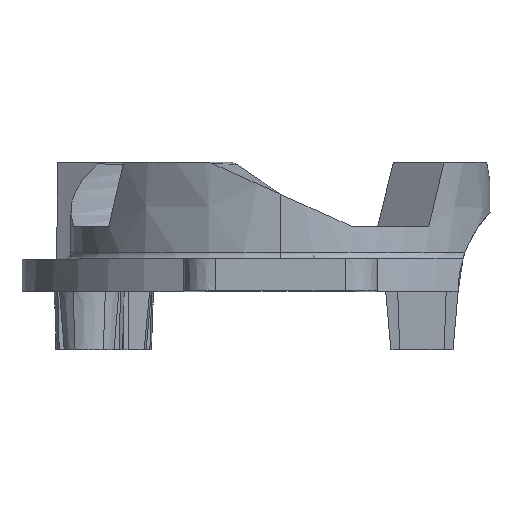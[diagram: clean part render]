
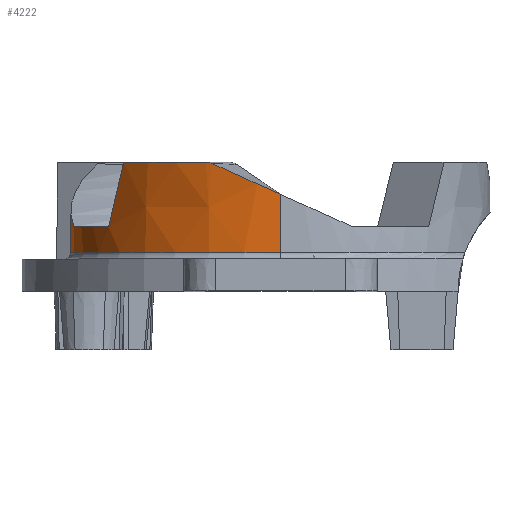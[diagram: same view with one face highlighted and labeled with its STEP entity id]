
A CAD part, top view. The second image highlights one B-rep face of the part: STEP entity #4222.
In plain terms, the highlighted conical face has half-angle 0.5 degrees and reference radius 6.5 mm.
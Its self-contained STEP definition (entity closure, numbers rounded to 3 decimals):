
#17 = CARTESIAN_POINT ( 'NONE',  ( -6.393, 2., 1.127 ) ) ;
#37 = CARTESIAN_POINT ( 'NONE',  ( -2.247, 4., 6.072 ) ) ;
#68 = CARTESIAN_POINT ( 'NONE',  ( -0.724, 3.323, 6.48 ) ) ;
#165 = AXIS2_PLACEMENT_3D ( 'NONE', #2925, #224, #4808 ) ;
#224 = DIRECTION ( 'NONE',  ( 0., -1., 0. ) ) ;
#339 = B_SPLINE_CURVE_WITH_KNOTS ( 'NONE', 3,
 ( #4582, #4192, #4929, #3034 ),
 .UNSPECIFIED., .F., .F.,
 ( 4, 4 ),
 ( 0., 0.003 ),
 .UNSPECIFIED. ) ;
#391 = CARTESIAN_POINT ( 'NONE',  ( -4.852, 4., 4.286 ) ) ;
#506 = EDGE_CURVE ( 'NONE', #2367, #2403, #4556, .T. ) ;
#542 = DIRECTION ( 'NONE',  ( 0., 1., 0. ) ) ;
#580 = VERTEX_POINT ( 'NONE', #1584 ) ;
#692 = B_SPLINE_CURVE_WITH_KNOTS ( 'NONE', 3,
 ( #2471, #1691, #775, #2739, #4772, #2372, #2085, #3966, #1663, #4363 ),
 .UNSPECIFIED., .F., .F.,
 ( 4, 2, 2, 2, 4 ),
 ( 0.005, 0.008, 0.008, 0.009, 0.01 ),
 .UNSPECIFIED. ) ;
#742 = B_SPLINE_CURVE_WITH_KNOTS ( 'NONE', 3,
 ( #4273, #4651, #68, #2766 ),
 .UNSPECIFIED., .F., .F.,
 ( 4, 4 ),
 ( 0.005, 0.008 ),
 .UNSPECIFIED. ) ;
#775 = CARTESIAN_POINT ( 'NONE',  ( -6.266, 3.31, -1.809 ) ) ;
#848 = B_SPLINE_CURVE_WITH_KNOTS ( 'NONE', 3,
 ( #1507, #4564, #4045, #3308 ),
 .UNSPECIFIED., .F., .F.,
 ( 4, 4 ),
 ( 0., 0. ),
 .UNSPECIFIED. ) ;
#1003 = CARTESIAN_POINT ( 'NONE',  ( -5.654, 3.959, -3.155 ) ) ;
#1062 = CARTESIAN_POINT ( 'NONE',  ( 0., 4., 0. ) ) ;
#1154 = CARTESIAN_POINT ( 'NONE',  ( -5.173, 2.669, 3.919 ) ) ;
#1302 = CIRCLE ( 'NONE', #3333, 6.474 ) ;
#1395 = ORIENTED_EDGE ( 'NONE', *, *, #4014, .F. ) ;
#1417 = ORIENTED_EDGE ( 'NONE', *, *, #2072, .F. ) ;
#1447 = DIRECTION ( 'NONE',  ( 0., 0., 1. ) ) ;
#1488 = CIRCLE ( 'NONE', #3911, 6.491 ) ;
#1500 = CARTESIAN_POINT ( 'NONE',  ( -2.31, 4., 6.048 ) ) ;
#1507 = CARTESIAN_POINT ( 'NONE',  ( -5.654, 3.959, -3.155 ) ) ;
#1584 = CARTESIAN_POINT ( 'NONE',  ( -5.317, 2., 3.723 ) ) ;
#1610 = CONICAL_SURFACE ( 'NONE', #165, 6.5, 0.009 ) ;
#1619 = VECTOR ( 'NONE', #2658, 1000. ) ;
#1642 = B_SPLINE_CURVE_WITH_KNOTS ( 'NONE', 3,
 ( #2306, #1926, #37, #2733 ),
 .UNSPECIFIED., .F., .F.,
 ( 4, 4 ),
 ( 0., 0. ),
 .UNSPECIFIED. ) ;
#1659 = ORIENTED_EDGE ( 'NONE', *, *, #1985, .F. ) ;
#1663 = CARTESIAN_POINT ( 'NONE',  ( -6.455, 2.165, 0.763 ) ) ;
#1678 = DIRECTION ( 'NONE',  ( 0., 1., 0. ) ) ;
#1691 = CARTESIAN_POINT ( 'NONE',  ( -6.021, 3.637, -2.501 ) ) ;
#1722 = ORIENTED_EDGE ( 'NONE', *, *, #2153, .T. ) ;
#1835 = ORIENTED_EDGE ( 'NONE', *, *, #2712, .T. ) ;
#1926 = CARTESIAN_POINT ( 'NONE',  ( -2.184, 3.986, 6.095 ) ) ;
#1985 = EDGE_CURVE ( 'NONE', #3230, #2716, #692, .T. ) ;
#2065 = EDGE_CURVE ( 'NONE', #3448, #2403, #3420, .T. ) ;
#2072 = EDGE_CURVE ( 'NONE', #2716, #580, #1488, .T. ) ;
#2085 = CARTESIAN_POINT ( 'NONE',  ( -6.487, 2.564, -0.159 ) ) ;
#2153 = EDGE_CURVE ( 'NONE', #3529, #3448, #339, .T. ) ;
#2255 = EDGE_CURVE ( 'NONE', #3230, #3529, #848, .T. ) ;
#2306 = CARTESIAN_POINT ( 'NONE',  ( -2.125, 3.959, 6.115 ) ) ;
#2367 = VERTEX_POINT ( 'NONE', #3718 ) ;
#2372 = CARTESIAN_POINT ( 'NONE',  ( -6.479, 2.646, -0.343 ) ) ;
#2403 = VERTEX_POINT ( 'NONE', #2451 ) ;
#2451 = CARTESIAN_POINT ( 'NONE',  ( 0., 1.198, 6.498 ) ) ;
#2471 = CARTESIAN_POINT ( 'NONE',  ( -5.654, 3.959, -3.155 ) ) ;
#2577 = ORIENTED_EDGE ( 'NONE', *, *, #4375, .T. ) ;
#2615 = CARTESIAN_POINT ( 'NONE',  ( 0., 1., 6.5 ) ) ;
#2658 = DIRECTION ( 'NONE',  ( 0., -1., 0.009 ) ) ;
#2710 = CARTESIAN_POINT ( 'NONE',  ( -5.018, 3.337, 4.107 ) ) ;
#2712 = EDGE_CURVE ( 'NONE', #4549, #580, #3309, .T. ) ;
#2716 = VERTEX_POINT ( 'NONE', #17 ) ;
#2733 = CARTESIAN_POINT ( 'NONE',  ( -2.31, 4., 6.048 ) ) ;
#2739 = CARTESIAN_POINT ( 'NONE',  ( -6.424, 2.894, -0.897 ) ) ;
#2766 = CARTESIAN_POINT ( 'NONE',  ( 0., 2.998, 6.483 ) ) ;
#2851 = DIRECTION ( 'NONE',  ( 0., 0., 1. ) ) ;
#2925 = CARTESIAN_POINT ( 'NONE',  ( 0., 1., 0. ) ) ;
#2983 = ORIENTED_EDGE ( 'NONE', *, *, #4459, .F. ) ;
#3034 = CARTESIAN_POINT ( 'NONE',  ( -5.627, 1.198, -3.251 ) ) ;
#3037 = CARTESIAN_POINT ( 'NONE',  ( -5.627, 1.198, -3.251 ) ) ;
#3154 = ORIENTED_EDGE ( 'NONE', *, *, #2255, .T. ) ;
#3220 = CARTESIAN_POINT ( 'NONE',  ( 0., 2., 0. ) ) ;
#3230 = VERTEX_POINT ( 'NONE', #1003 ) ;
#3308 = CARTESIAN_POINT ( 'NONE',  ( -5.593, 3.994, -3.26 ) ) ;
#3309 =( BOUNDED_CURVE ( )  B_SPLINE_CURVE ( 3, ( #391, #2710, #1154, #3828 ),
 .UNSPECIFIED., .F., .T. ) 
 B_SPLINE_CURVE_WITH_KNOTS ( ( 4, 4 ),
 ( 4.576, 4.688 ),
 .UNSPECIFIED. ) 
 CURVE ( )  GEOMETRIC_REPRESENTATION_ITEM ( )  RATIONAL_B_SPLINE_CURVE ( ( 1., 0.999, 0.999, 1. ) ) 
 REPRESENTATION_ITEM ( '' )  );
#3319 = CARTESIAN_POINT ( 'NONE',  ( -2.125, 3.959, 6.115 ) ) ;
#3328 = ORIENTED_EDGE ( 'NONE', *, *, #2065, .T. ) ;
#3333 = AXIS2_PLACEMENT_3D ( 'NONE', #1062, #3741, #1447 ) ;
#3360 = ORIENTED_EDGE ( 'NONE', *, *, #506, .F. ) ;
#3420 = CIRCLE ( 'NONE', #3636, 6.498 ) ;
#3448 = VERTEX_POINT ( 'NONE', #3037 ) ;
#3529 = VERTEX_POINT ( 'NONE', #3782 ) ;
#3636 = AXIS2_PLACEMENT_3D ( 'NONE', #4377, #1678, #3982 ) ;
#3718 = CARTESIAN_POINT ( 'NONE',  ( 0., 2.998, 6.483 ) ) ;
#3741 = DIRECTION ( 'NONE',  ( 0., 1., 0. ) ) ;
#3758 = FACE_OUTER_BOUND ( 'NONE', #4919, .T. ) ;
#3782 = CARTESIAN_POINT ( 'NONE',  ( -5.593, 3.994, -3.26 ) ) ;
#3828 = CARTESIAN_POINT ( 'NONE',  ( -5.317, 2., 3.723 ) ) ;
#3911 = AXIS2_PLACEMENT_3D ( 'NONE', #3220, #542, #2851 ) ;
#3966 = CARTESIAN_POINT ( 'NONE',  ( -6.487, 2.322, 0.394 ) ) ;
#3982 = DIRECTION ( 'NONE',  ( 0., 0., 1. ) ) ;
#4014 = EDGE_CURVE ( 'NONE', #4549, #4837, #1302, .T. ) ;
#4045 = CARTESIAN_POINT ( 'NONE',  ( -5.615, 3.988, -3.223 ) ) ;
#4192 = CARTESIAN_POINT ( 'NONE',  ( -5.605, 3.062, -3.257 ) ) ;
#4222 = ADVANCED_FACE ( 'NONE', ( #3758 ), #1610, .T. ) ;
#4264 = VERTEX_POINT ( 'NONE', #3319 ) ;
#4273 = CARTESIAN_POINT ( 'NONE',  ( -2.125, 3.959, 6.115 ) ) ;
#4343 = CARTESIAN_POINT ( 'NONE',  ( -4.852, 4., 4.286 ) ) ;
#4363 = CARTESIAN_POINT ( 'NONE',  ( -6.393, 2., 1.127 ) ) ;
#4375 = EDGE_CURVE ( 'NONE', #4264, #4837, #1642, .T. ) ;
#4377 = CARTESIAN_POINT ( 'NONE',  ( 0., 1.198, 0. ) ) ;
#4459 = EDGE_CURVE ( 'NONE', #4264, #2367, #742, .T. ) ;
#4549 = VERTEX_POINT ( 'NONE', #4343 ) ;
#4556 = LINE ( 'NONE', #2615, #1619 ) ;
#4564 = CARTESIAN_POINT ( 'NONE',  ( -5.635, 3.976, -3.189 ) ) ;
#4582 = CARTESIAN_POINT ( 'NONE',  ( -5.593, 3.994, -3.26 ) ) ;
#4651 = CARTESIAN_POINT ( 'NONE',  ( -1.433, 3.644, 6.359 ) ) ;
#4772 = CARTESIAN_POINT ( 'NONE',  ( -6.448, 2.811, -0.712 ) ) ;
#4808 = DIRECTION ( 'NONE',  ( 0., 0., 1. ) ) ;
#4837 = VERTEX_POINT ( 'NONE', #1500 ) ;
#4919 = EDGE_LOOP ( 'NONE', ( #3360, #2983, #2577, #1395, #1835, #1417, #1659, #3154, #1722, #3328 ) ) ;
#4929 = CARTESIAN_POINT ( 'NONE',  ( -5.616, 2.13, -3.254 ) ) ;
